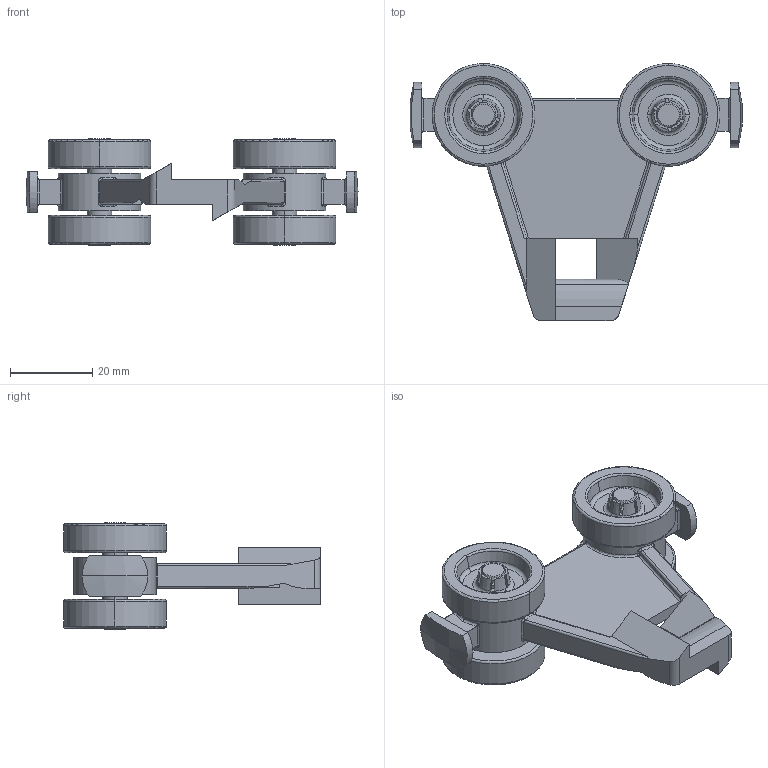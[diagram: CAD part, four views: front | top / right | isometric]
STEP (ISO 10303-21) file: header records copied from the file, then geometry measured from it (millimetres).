
FILE_DESCRIPTION (( 'STEP AP214' ), '1' );
FILE_NAME ('0020511.step', '2022-08-22T12:14:00', ( '' ), ( '' ), 'SwSTEP 2.0', 'SolidWorks 2020', '' );
FILE_SCHEMA (( 'AUTOMOTIVE_DESIGN' ));
Length unit declared in the file: inch
Products named in the file (1): 0020511
Bounding box: 80.77 x 62.5 x 26 mm (x, y, z)
Surface area: 13728.6 mm2 (no closed solid volume)
Topology: 0 solids, 11 shells, 417 faces, 1239 edges, 838 vertices
Faces by surface type: plane 158, cylinder 113, torus 64, cone 52, bspline 20, sphere 10
Entity records: 21604 total; most frequent: CARTESIAN_POINT 5222, DIRECTION 2308, ORIENTED_EDGE 2204, EDGE_CURVE 1237, AXIS2_PLACEMENT_3D 876, VERTEX_POINT 838, LINE 556, VECTOR 556
